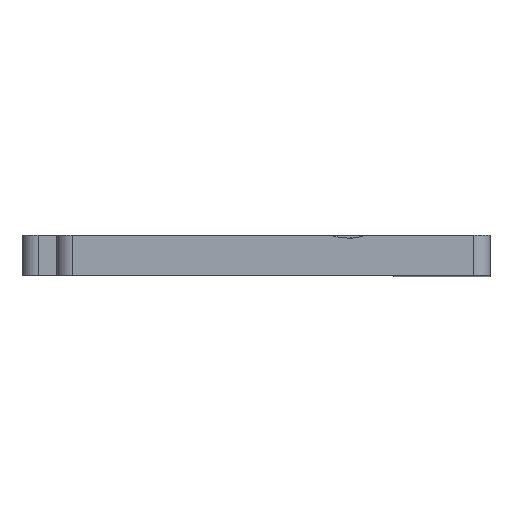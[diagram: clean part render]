
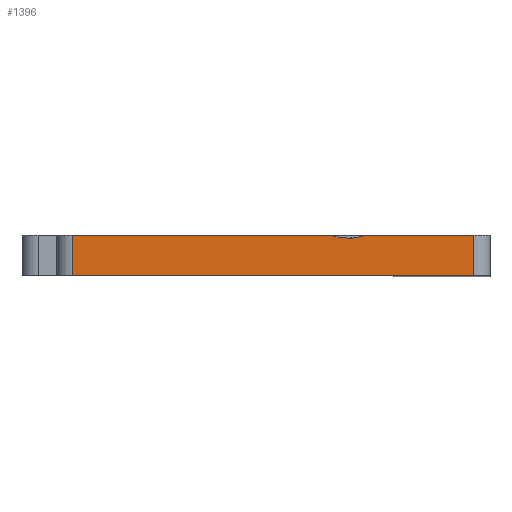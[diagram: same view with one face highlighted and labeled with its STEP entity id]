
A CAD part, front view. The second image highlights one B-rep face of the part: STEP entity #1396.
In plain terms, the highlighted planar face has unit normal (0, -1, 0).
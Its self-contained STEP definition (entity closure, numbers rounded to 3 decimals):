
#3 = CARTESIAN_POINT ( 'NONE',  ( 1., 0., 0. ) ) ;
#45 = CARTESIAN_POINT ( 'NONE',  ( 26., 0., -2.5 ) ) ;
#55 = DIRECTION ( 'NONE',  ( 0., 0., -1. ) ) ;
#76 = CARTESIAN_POINT ( 'NONE',  ( 17.199, 0., -0.041 ) ) ;
#83 = CARTESIAN_POINT ( 'NONE',  ( 1., 0., -2.5 ) ) ;
#145 = CARTESIAN_POINT ( 'NONE',  ( 17.868, 0., -0.256 ) ) ;
#252 = ORIENTED_EDGE ( 'NONE', *, *, #870, .F. ) ;
#253 = AXIS2_PLACEMENT_3D ( 'NONE', #290, #1159, #55 ) ;
#262 = CARTESIAN_POINT ( 'NONE',  ( 26., 0., -2.5 ) ) ;
#269 = DIRECTION ( 'NONE',  ( 1., 0., 0. ) ) ;
#270 = DIRECTION ( 'NONE',  ( 0., 0., 1. ) ) ;
#290 = CARTESIAN_POINT ( 'NONE',  ( 0., 0., -2.5 ) ) ;
#305 = CARTESIAN_POINT ( 'NONE',  ( 0., 0., 0. ) ) ;
#338 = LINE ( 'NONE', #589, #1157 ) ;
#365 = CARTESIAN_POINT ( 'NONE',  ( 18.611, 0., -0.241 ) ) ;
#437 = LINE ( 'NONE', #464, #1257 ) ;
#446 = VECTOR ( 'NONE', #270, 1000. ) ;
#447 = ORIENTED_EDGE ( 'NONE', *, *, #555, .F. ) ;
#464 = CARTESIAN_POINT ( 'NONE',  ( 1., 0., -2.5 ) ) ;
#465 = CARTESIAN_POINT ( 'NONE',  ( 17.199, 0., 0. ) ) ;
#488 = CARTESIAN_POINT ( 'NONE',  ( 17.199, 0., -0.041 ) ) ;
#493 = PLANE ( 'NONE',  #253 ) ;
#509 = ORIENTED_EDGE ( 'NONE', *, *, #1291, .T. ) ;
#553 = EDGE_CURVE ( 'NONE', #718, #739, #931, .T. ) ;
#555 = EDGE_CURVE ( 'NONE', #957, #646, #848, .T. ) ;
#576 = EDGE_CURVE ( 'NONE', #739, #957, #338, .T. ) ;
#589 = CARTESIAN_POINT ( 'NONE',  ( 17.199, 0., -2.5 ) ) ;
#609 = DIRECTION ( 'NONE',  ( 0., 0., -1. ) ) ;
#642 = LINE ( 'NONE', #45, #446 ) ;
#646 = VERTEX_POINT ( 'NONE', #937 ) ;
#669 = EDGE_CURVE ( 'NONE', #1373, #1117, #642, .T. ) ;
#674 = VECTOR ( 'NONE', #1239, 1000. ) ;
#718 = VERTEX_POINT ( 'NONE', #3 ) ;
#739 = VERTEX_POINT ( 'NONE', #465 ) ;
#747 = ORIENTED_EDGE ( 'NONE', *, *, #576, .F. ) ;
#792 = VECTOR ( 'NONE', #269, 1000. ) ;
#848 =( BOUNDED_CURVE ( )  B_SPLINE_CURVE ( 3, ( #488, #145, #365, #1038 ),
 .UNSPECIFIED., .F., .F. ) 
 B_SPLINE_CURVE_WITH_KNOTS ( ( 4, 4 ),
 ( 1.118, 2.083 ),
 .UNSPECIFIED. ) 
 CURVE ( )  GEOMETRIC_REPRESENTATION_ITEM ( )  RATIONAL_B_SPLINE_CURVE ( ( 1., 0.924, 0.924, 1. ) ) 
 REPRESENTATION_ITEM ( '' )  );
#870 = EDGE_CURVE ( 'NONE', #646, #1117, #1267, .T. ) ;
#874 = VERTEX_POINT ( 'NONE', #83 ) ;
#880 = VECTOR ( 'NONE', #1372, 1000. ) ;
#906 = EDGE_LOOP ( 'NONE', ( #447, #747, #1360, #509, #1328, #1012, #252 ) ) ;
#931 = LINE ( 'NONE', #1322, #674 ) ;
#937 = CARTESIAN_POINT ( 'NONE',  ( 19.258, 0., 0. ) ) ;
#940 = CARTESIAN_POINT ( 'NONE',  ( 0., 0., -2.5 ) ) ;
#957 = VERTEX_POINT ( 'NONE', #76 ) ;
#1007 = DIRECTION ( 'NONE',  ( 0., 0., -1. ) ) ;
#1012 = ORIENTED_EDGE ( 'NONE', *, *, #669, .T. ) ;
#1027 = CARTESIAN_POINT ( 'NONE',  ( 26., 0., 0. ) ) ;
#1034 = FACE_OUTER_BOUND ( 'NONE', #906, .T. ) ;
#1038 = CARTESIAN_POINT ( 'NONE',  ( 19.258, 0., 0. ) ) ;
#1086 = LINE ( 'NONE', #940, #792 ) ;
#1117 = VERTEX_POINT ( 'NONE', #1027 ) ;
#1157 = VECTOR ( 'NONE', #609, 1000. ) ;
#1159 = DIRECTION ( 'NONE',  ( 0., -1., 0. ) ) ;
#1239 = DIRECTION ( 'NONE',  ( 1., 0., 0. ) ) ;
#1257 = VECTOR ( 'NONE', #1007, 1000. ) ;
#1267 = LINE ( 'NONE', #305, #880 ) ;
#1291 = EDGE_CURVE ( 'NONE', #718, #874, #437, .T. ) ;
#1322 = CARTESIAN_POINT ( 'NONE',  ( 0., 0., 0. ) ) ;
#1328 = ORIENTED_EDGE ( 'NONE', *, *, #1345, .T. ) ;
#1345 = EDGE_CURVE ( 'NONE', #874, #1373, #1086, .T. ) ;
#1360 = ORIENTED_EDGE ( 'NONE', *, *, #553, .F. ) ;
#1372 = DIRECTION ( 'NONE',  ( 1., 0., 0. ) ) ;
#1373 = VERTEX_POINT ( 'NONE', #262 ) ;
#1396 = ADVANCED_FACE ( 'NONE', ( #1034 ), #493, .T. ) ;
